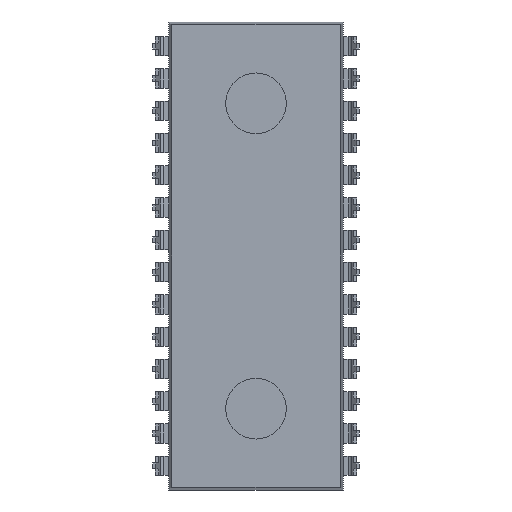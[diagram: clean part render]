
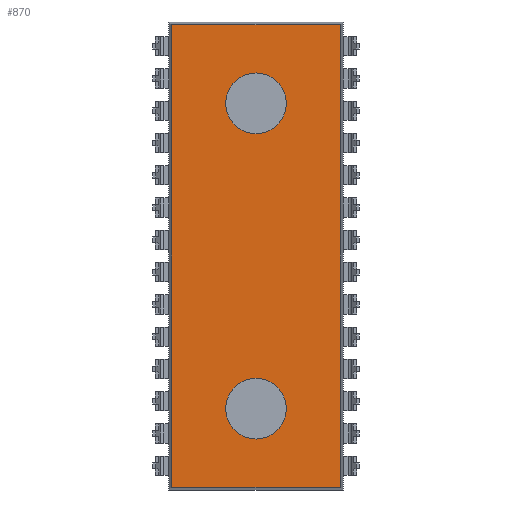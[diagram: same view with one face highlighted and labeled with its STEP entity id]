
A CAD part, front view. The second image highlights one B-rep face of the part: STEP entity #870.
In plain terms, the highlighted planar face has unit normal (0, -1, 0).
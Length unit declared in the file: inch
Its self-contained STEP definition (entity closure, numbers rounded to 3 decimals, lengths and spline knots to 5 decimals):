
#349=DIRECTION('',(0.,0.,1.));
#350=VECTOR('',#349,1.43281);
#351=CARTESIAN_POINT('',(0.26141,-0.07,-0.71641));
#352=LINE('',#351,#350);
#356=DIRECTION('',(1.,0.,0.));
#357=VECTOR('',#356,0.52281);
#358=CARTESIAN_POINT('',(-0.26141,-0.07,-0.71641));
#359=LINE('',#358,#357);
#363=DIRECTION('',(0.,0.,-1.));
#364=VECTOR('',#363,1.43281);
#365=CARTESIAN_POINT('',(-0.26141,-0.07,0.71641));
#366=LINE('',#365,#364);
#370=DIRECTION('',(-1.,0.,0.));
#371=VECTOR('',#370,0.52281);
#372=CARTESIAN_POINT('',(0.26141,-0.07,0.71641));
#373=LINE('',#372,#371);
#377=CARTESIAN_POINT('',(0.,-0.07,-0.473));
#378=DIRECTION('',(0.,1.,0.));
#379=DIRECTION('',(-1.,0.,0.));
#380=AXIS2_PLACEMENT_3D('',#377,#378,#379);
#385=CARTESIAN_POINT('',(0.,-0.07,-0.473));
#386=DIRECTION('',(0.,1.,0.));
#387=DIRECTION('',(1.,0.,0.));
#388=AXIS2_PLACEMENT_3D('',#385,#386,#387);
#393=CARTESIAN_POINT('',(0.,-0.07,0.473));
#394=DIRECTION('',(0.,-1.,0.));
#395=DIRECTION('',(-1.,0.,0.));
#396=AXIS2_PLACEMENT_3D('',#393,#394,#395);
#401=CARTESIAN_POINT('',(0.,-0.07,0.473));
#402=DIRECTION('',(0.,-1.,0.));
#403=DIRECTION('',(1.,0.,0.));
#404=AXIS2_PLACEMENT_3D('',#401,#402,#403);
#501=CARTESIAN_POINT('',(0.26141,-0.07,-0.71641));
#502=CARTESIAN_POINT('',(0.26141,-0.07,0.71641));
#503=VERTEX_POINT('',#501);
#504=VERTEX_POINT('',#502);
#505=CARTESIAN_POINT('',(-0.26141,-0.07,0.71641));
#506=CARTESIAN_POINT('',(-0.26141,-0.07,-0.71641));
#507=VERTEX_POINT('',#505);
#508=VERTEX_POINT('',#506);
#521=CARTESIAN_POINT('',(-0.094,-0.07,-0.473));
#522=CARTESIAN_POINT('',(0.094,-0.07,-0.473));
#523=VERTEX_POINT('',#521);
#524=VERTEX_POINT('',#522);
#529=CARTESIAN_POINT('',(-0.094,-0.07,0.473));
#530=CARTESIAN_POINT('',(0.094,-0.07,0.473));
#531=VERTEX_POINT('',#529);
#532=VERTEX_POINT('',#530);
#847=CARTESIAN_POINT('',(0.,-0.07,0.));
#848=DIRECTION('',(0.,-1.,0.));
#849=DIRECTION('',(-1.,0.,0.));
#850=AXIS2_PLACEMENT_3D('',#847,#848,#849);
#851=PLANE('',#850);
#852=ORIENTED_EDGE('',*,*,#611,.F.);
#853=ORIENTED_EDGE('',*,*,#840,.F.);
#854=ORIENTED_EDGE('',*,*,#580,.F.);
#855=ORIENTED_EDGE('',*,*,#594,.F.);
#856=EDGE_LOOP('',(#852,#853,#854,#855));
#857=FACE_OUTER_BOUND('',#856,.F.);
#859=ORIENTED_EDGE('',*,*,#858,.F.);
#861=ORIENTED_EDGE('',*,*,#860,.F.);
#862=EDGE_LOOP('',(#859,#861));
#863=FACE_BOUND('',#862,.F.);
#865=ORIENTED_EDGE('',*,*,#864,.T.);
#867=ORIENTED_EDGE('',*,*,#866,.T.);
#868=EDGE_LOOP('',(#865,#867));
#869=FACE_BOUND('',#868,.F.);
#870=ADVANCED_FACE('',(#857,#863,#869),#851,.T.);
#381=CIRCLE('',#380,0.094);
#389=CIRCLE('',#388,0.094);
#397=CIRCLE('',#396,0.094);
#405=CIRCLE('',#404,0.094);
#580=EDGE_CURVE('',#507,#508,#366,.T.);
#594=EDGE_CURVE('',#504,#507,#373,.T.);
#611=EDGE_CURVE('',#503,#504,#352,.T.);
#840=EDGE_CURVE('',#508,#503,#359,.T.);
#858=EDGE_CURVE('',#523,#524,#381,.T.);
#860=EDGE_CURVE('',#524,#523,#389,.T.);
#864=EDGE_CURVE('',#531,#532,#397,.T.);
#866=EDGE_CURVE('',#532,#531,#405,.T.);
